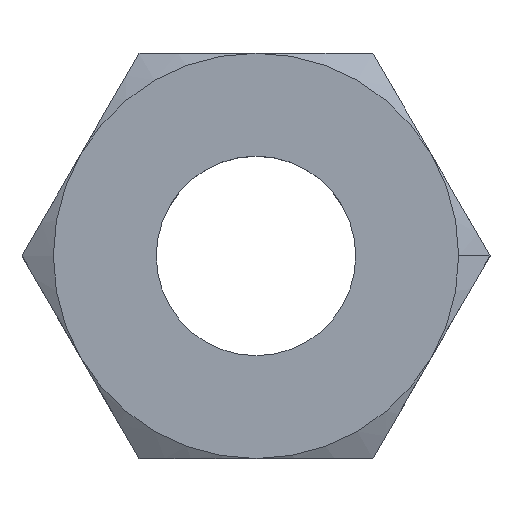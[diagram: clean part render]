
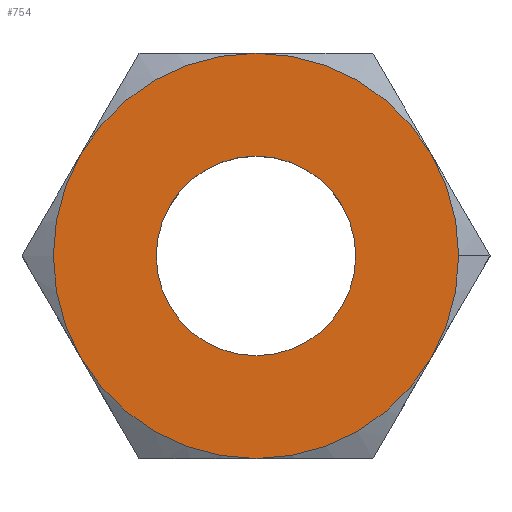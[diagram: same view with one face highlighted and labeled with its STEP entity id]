
A CAD part, top view. The second image highlights one B-rep face of the part: STEP entity #754.
In plain terms, the highlighted planar face has unit normal (0, 0, 1).
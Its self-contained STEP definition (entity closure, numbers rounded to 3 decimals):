
#54=CARTESIAN_POINT('',(0.,-6.5,2.0));
#55=VERTEX_POINT('',#54);
#136=CARTESIAN_POINT('',(5.629,-3.25,2.0));
#137=VERTEX_POINT('',#136);
#205=CARTESIAN_POINT('',(5.629,3.25,2.0));
#206=VERTEX_POINT('',#205);
#274=CARTESIAN_POINT('',(0.,6.5,2.0));
#275=VERTEX_POINT('',#274);
#349=CARTESIAN_POINT('',(-5.629,3.25,2.0));
#350=VERTEX_POINT('',#349);
#418=CARTESIAN_POINT('',(-5.629,-3.25,2.0));
#419=VERTEX_POINT('',#418);
#619=CARTESIAN_POINT('',(6.5,0.,2.0));
#620=VERTEX_POINT('',#619);
#627=CARTESIAN_POINT('',(0.0,0.0,2.0));
#628=DIRECTION('',(-0.0,-0.0,-1.0));
#629=DIRECTION('',(1.0,0.0,-0.0));
#630=AXIS2_PLACEMENT_3D('',#627,#628,#629);
#631=CIRCLE('',#630,6.5);
#632=EDGE_CURVE('',#620,#137,#631,.T.);
#645=CARTESIAN_POINT('',(0.0,0.0,2.0));
#646=DIRECTION('',(-0.0,-0.0,-1.0));
#647=DIRECTION('',(1.0,0.0,-0.0));
#648=AXIS2_PLACEMENT_3D('',#645,#646,#647);
#649=CIRCLE('',#648,6.5);
#650=EDGE_CURVE('',#275,#206,#649,.T.);
#662=CARTESIAN_POINT('',(0.0,0.0,2.0));
#663=DIRECTION('',(0.0,0.0,-1.0));
#664=DIRECTION('',(-1.0,0.0,0.0));
#665=AXIS2_PLACEMENT_3D('',#662,#663,#664);
#666=CIRCLE('',#665,6.5);
#667=EDGE_CURVE('',#350,#275,#666,.T.);
#679=CARTESIAN_POINT('',(0.0,0.0,2.0));
#680=DIRECTION('',(-0.0,-0.0,-1.0));
#681=DIRECTION('',(1.0,0.0,-0.0));
#682=AXIS2_PLACEMENT_3D('',#679,#680,#681);
#683=CIRCLE('',#682,6.5);
#684=EDGE_CURVE('',#419,#350,#683,.T.);
#695=CARTESIAN_POINT('',(0.0,0.0,2.0));
#696=DIRECTION('',(-0.0,-0.0,-1.0));
#697=DIRECTION('',(1.0,0.0,-0.0));
#698=AXIS2_PLACEMENT_3D('',#695,#696,#697);
#699=CIRCLE('',#698,6.5);
#700=EDGE_CURVE('',#55,#419,#699,.T.);
#713=CARTESIAN_POINT('',(0.0,0.0,2.0));
#714=DIRECTION('',(-0.0,-0.0,-1.0));
#715=DIRECTION('',(1.0,0.0,-0.0));
#716=AXIS2_PLACEMENT_3D('',#713,#714,#715);
#717=CIRCLE('',#716,6.5);
#718=EDGE_CURVE('',#137,#55,#717,.T.);
#723=CARTESIAN_POINT('',(3.753,-6.5,2.0));
#724=DIRECTION('',(0.0,0.0,1.0));
#725=DIRECTION('',(1.0,0.0,-0.0));
#726=AXIS2_PLACEMENT_3D('',#723,#724,#725);
#727=PLANE('',#726);
#728=CARTESIAN_POINT('',(3.2,0.,2.0));
#729=VERTEX_POINT('',#728);
#730=CARTESIAN_POINT('',(0.0,0.0,2.0));
#731=DIRECTION('',(0.0,0.0,1.0));
#732=DIRECTION('',(1.0,0.0,-0.0));
#733=AXIS2_PLACEMENT_3D('',#730,#731,#732);
#734=CIRCLE('',#733,3.2);
#735=EDGE_CURVE('',#729,#729,#734,.T.);
#736=ORIENTED_EDGE('',*,*,#735,.F.);
#737=EDGE_LOOP('',(#736));
#738=FACE_BOUND('',#737,.T.);
#739=ORIENTED_EDGE('',*,*,#718,.F.);
#740=ORIENTED_EDGE('',*,*,#632,.F.);
#741=CARTESIAN_POINT('',(0.0,0.0,2.0));
#742=DIRECTION('',(-0.0,-0.0,-1.0));
#743=DIRECTION('',(1.0,0.0,-0.0));
#744=AXIS2_PLACEMENT_3D('',#741,#742,#743);
#745=CIRCLE('',#744,6.5);
#746=EDGE_CURVE('',#206,#620,#745,.T.);
#747=ORIENTED_EDGE('',*,*,#746,.F.);
#748=ORIENTED_EDGE('',*,*,#650,.F.);
#749=ORIENTED_EDGE('',*,*,#667,.F.);
#750=ORIENTED_EDGE('',*,*,#684,.F.);
#751=ORIENTED_EDGE('',*,*,#700,.F.);
#752=EDGE_LOOP('',(#739,#740,#747,#748,#749,#750,#751));
#753=FACE_BOUND('',#752,.T.);
#754=ADVANCED_FACE('',(#738,#753),#727,.T.);
